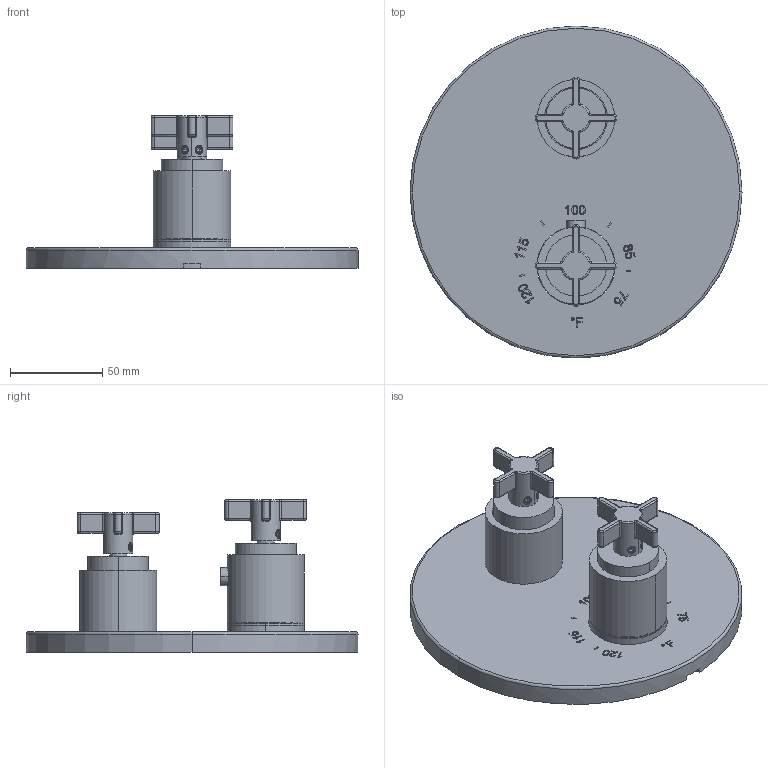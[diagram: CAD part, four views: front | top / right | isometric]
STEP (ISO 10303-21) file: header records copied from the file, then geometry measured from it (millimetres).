
FILE_DESCRIPTION((''),'2;1');
FILE_NAME('3-3333TR_ASM','2020-09-14T16:39:41',('jinson.thomas'),(''),'CREO PARAMETRIC BY PTC INC, 2018400','CREO PARAMETRIC BY PTC INC, 2018400','');
FILE_SCHEMA(('CONFIG_CONTROL_DESIGN'));
Length unit declared in the file: inch
Products named in the file (13): 12347_AF0; 20-116_AF0_ASM; 12368; 2-996_ASM; 12348; 12345_AF0; 12354; 12353; 2-998_ASM; 13537; 92000; 20-569_ASM; 3-3333TR_ASM
Assembly tree (14 placements, depth 3):
  3-3333TR_ASM
    20-116_AF0_ASM
      12347_AF0
    2-996_ASM
      12368
    12348
    12345_AF0
    2-998_ASM
      12354
      12353
    20-569_ASM  x2
      13537
      92000
Bounding box: 180.09 x 180.09 x 82.84 mm (x, y, z)
Volume: 136128.3 mm3; surface area: 106784.2 mm2
Topology: 12 solids, 12 shells, 1265 faces, 3417 edges, 2219 vertices
Faces by surface type: plane 511, cylinder 341, extrusion 178, bspline 112, torus 58, cone 53, sphere 12
Entity records: 40816 total; most frequent: CARTESIAN_POINT 17100, ORIENTED_EDGE 5272, DIRECTION 4174, EDGE_CURVE 2636, VERTEX_POINT 1728, AXIS2_PLACEMENT_3D 1399, VECTOR 1376, LINE 1198
